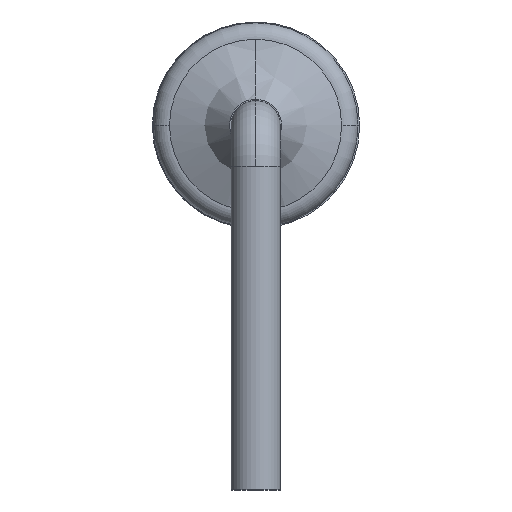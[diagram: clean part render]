
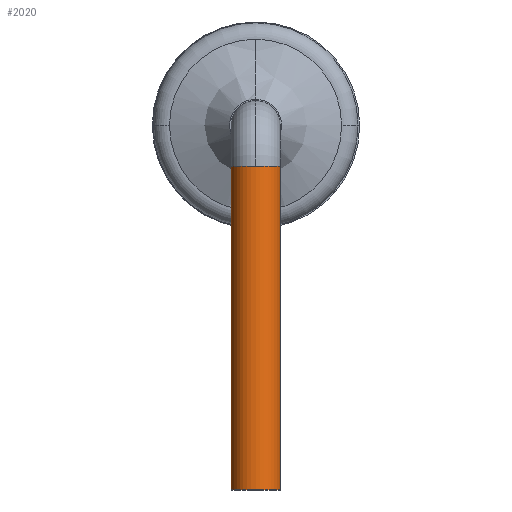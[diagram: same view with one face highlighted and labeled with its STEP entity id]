
A CAD part, left-side view. The second image highlights one B-rep face of the part: STEP entity #2020.
In plain terms, the highlighted cylindrical face has radius 0.3 mm (diameter 0.6 mm), a partial arc.
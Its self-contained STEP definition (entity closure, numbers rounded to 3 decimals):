
#1882=CARTESIAN_POINT('',(-5.38,0.,0.75));
#1883=VERTEX_POINT('',#1882);
#1893=CARTESIAN_POINT('',(-5.08,-0.3,0.75));
#1894=VERTEX_POINT('',#1893);
#1895=CARTESIAN_POINT('',(-5.08,0.,0.75));
#1896=DIRECTION('',(0.0,0.0,1.0));
#1897=DIRECTION('',(0.0,1.0,0.0));
#1898=AXIS2_PLACEMENT_3D('',#1895,#1896,#1897);
#1899=CIRCLE('',#1898,0.3);
#1900=EDGE_CURVE('',#1883,#1894,#1899,.T.);
#1980=CARTESIAN_POINT('',(-5.08,0.,0.75));
#1981=DIRECTION('',(0.,0.,-1.0));
#1982=DIRECTION('',(0.0,1.0,0.0));
#1983=AXIS2_PLACEMENT_3D('',#1980,#1981,#1982);
#1984=CYLINDRICAL_SURFACE('',#1983,0.3);
#1985=CARTESIAN_POINT('',(-5.08,0.3,-3.2));
#1986=VERTEX_POINT('',#1985);
#1987=CARTESIAN_POINT('',(-5.08,0.3,0.75));
#1988=VERTEX_POINT('',#1987);
#1989=CARTESIAN_POINT('',(-5.08,0.3,-3.2));
#1990=DIRECTION('',(0.0,0.0,1.0));
#1991=VECTOR('',#1990,3.95);
#1992=LINE('',#1989,#1991);
#1993=EDGE_CURVE('',#1986,#1988,#1992,.T.);
#1994=ORIENTED_EDGE('',*,*,#1993,.F.);
#1995=CARTESIAN_POINT('',(-5.08,-0.3,-3.2));
#1996=VERTEX_POINT('',#1995);
#1997=CARTESIAN_POINT('',(-5.08,0.,-3.2));
#1998=DIRECTION('',(0.0,0.0,1.0));
#1999=DIRECTION('',(0.0,1.0,0.0));
#2000=AXIS2_PLACEMENT_3D('',#1997,#1998,#1999);
#2001=CIRCLE('',#2000,0.3);
#2002=EDGE_CURVE('',#1986,#1996,#2001,.T.);
#2003=ORIENTED_EDGE('',*,*,#2002,.T.);
#2004=CARTESIAN_POINT('',(-5.08,-0.3,-3.2));
#2005=DIRECTION('',(0.0,0.0,1.0));
#2006=VECTOR('',#2005,3.95);
#2007=LINE('',#2004,#2006);
#2008=EDGE_CURVE('',#1996,#1894,#2007,.T.);
#2009=ORIENTED_EDGE('',*,*,#2008,.T.);
#2010=ORIENTED_EDGE('',*,*,#1900,.F.);
#2011=CARTESIAN_POINT('',(-5.08,0.,0.75));
#2012=DIRECTION('',(0.0,0.0,1.0));
#2013=DIRECTION('',(0.0,1.0,0.0));
#2014=AXIS2_PLACEMENT_3D('',#2011,#2012,#2013);
#2015=CIRCLE('',#2014,0.3);
#2016=EDGE_CURVE('',#1988,#1883,#2015,.T.);
#2017=ORIENTED_EDGE('',*,*,#2016,.F.);
#2018=EDGE_LOOP('',(#1994,#2003,#2009,#2010,#2017));
#2019=FACE_OUTER_BOUND('',#2018,.T.);
#2020=ADVANCED_FACE('',(#2019),#1984,.T.);
